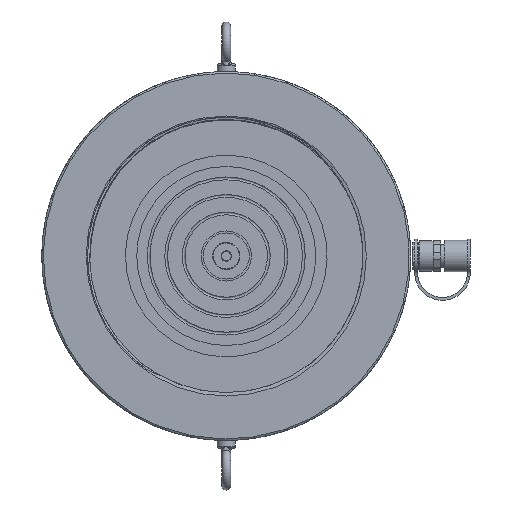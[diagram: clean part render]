
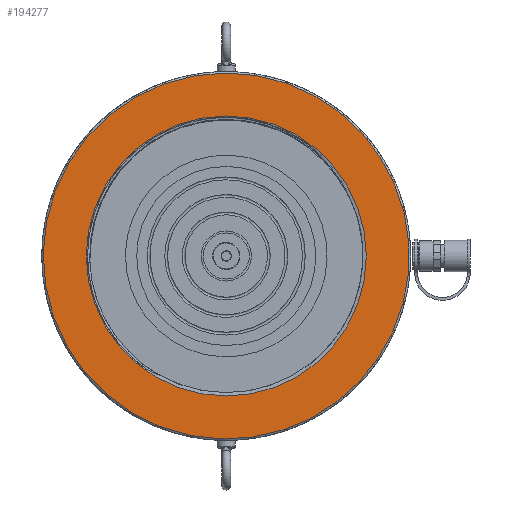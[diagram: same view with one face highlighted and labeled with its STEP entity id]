
A CAD part, left-side view. The second image highlights one B-rep face of the part: STEP entity #194277.
In plain terms, the highlighted planar face has unit normal (-1, 0, 0).
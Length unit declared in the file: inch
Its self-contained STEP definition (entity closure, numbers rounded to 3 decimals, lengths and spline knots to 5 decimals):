
#23490 = CIRCLE ( 'NONE', #316494, 6.075 ) ;
#40239 = DIRECTION ( 'NONE',  ( -1., 0., 0. ) ) ;
#48083 = AXIS2_PLACEMENT_3D ( 'NONE', #66517, #249708, #302484 ) ;
#66517 = CARTESIAN_POINT ( 'NONE',  ( -7.35, 7.94, 0. ) ) ;
#74211 = ORIENTED_EDGE ( 'NONE', *, *, #233994, .T. ) ;
#91664 = DIRECTION ( 'NONE',  ( 0., 0., 1. ) ) ;
#94591 = CARTESIAN_POINT ( 'NONE',  ( -7.35, 0., 7.94 ) ) ;
#103330 = DIRECTION ( 'NONE',  ( 0., 0., 1. ) ) ;
#103970 = FACE_BOUND ( 'NONE', #213512, .T. ) ;
#117860 = CARTESIAN_POINT ( 'NONE',  ( -7.35, 0., 0. ) ) ;
#120159 = PLANE ( 'NONE',  #48083 ) ;
#125829 = ORIENTED_EDGE ( 'NONE', *, *, #259234, .F. ) ;
#130698 = DIRECTION ( 'NONE',  ( -1., 0., 0. ) ) ;
#153142 = FACE_OUTER_BOUND ( 'NONE', #254008, .T. ) ;
#184545 = VERTEX_POINT ( 'NONE', #301974 ) ;
#194277 = ADVANCED_FACE ( 'NONE', ( #103970, #153142 ), #120159, .F. ) ;
#213512 = EDGE_LOOP ( 'NONE', ( #125829 ) ) ;
#217416 = VERTEX_POINT ( 'NONE', #94591 ) ;
#233870 = CARTESIAN_POINT ( 'NONE',  ( -7.35, 0., 0. ) ) ;
#233994 = EDGE_CURVE ( 'NONE', #217416, #217416, #248264, .T. ) ;
#234206 = AXIS2_PLACEMENT_3D ( 'NONE', #117860, #40239, #91664 ) ;
#248264 = CIRCLE ( 'NONE', #234206, 7.94 ) ;
#249708 = DIRECTION ( 'NONE',  ( 1., 0., 0. ) ) ;
#254008 = EDGE_LOOP ( 'NONE', ( #74211 ) ) ;
#259234 = EDGE_CURVE ( 'NONE', #184545, #184545, #23490, .T. ) ;
#301974 = CARTESIAN_POINT ( 'NONE',  ( -7.35, 0., 6.075 ) ) ;
#302484 = DIRECTION ( 'NONE',  ( 0., 0., -1. ) ) ;
#316494 = AXIS2_PLACEMENT_3D ( 'NONE', #233870, #130698, #103330 ) ;
